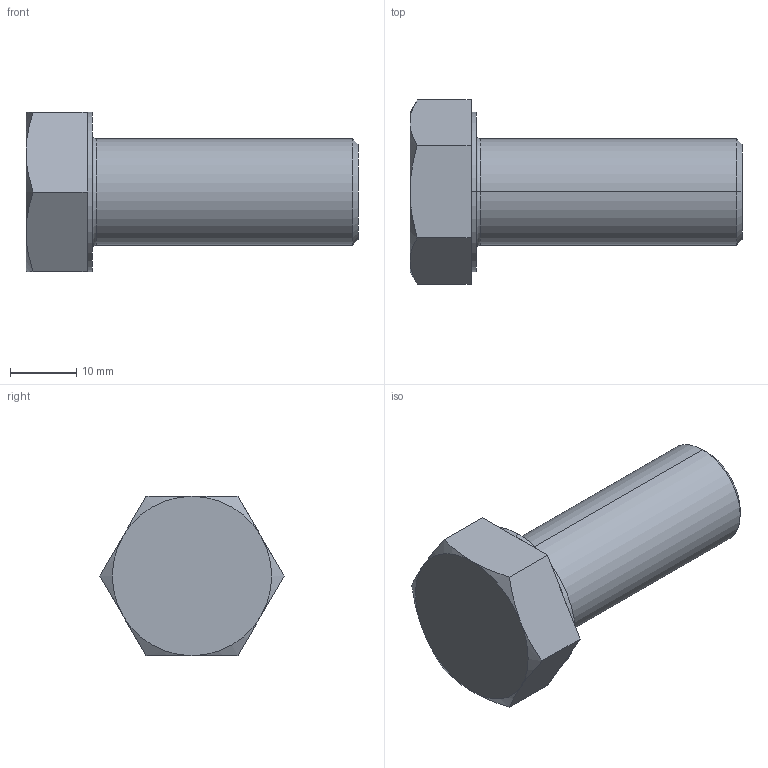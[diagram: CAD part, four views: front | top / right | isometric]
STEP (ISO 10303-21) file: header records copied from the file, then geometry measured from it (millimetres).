
FILE_DESCRIPTION(('FreeCAD Model'),'2;1');
FILE_NAME('Open CASCADE Shape Model','2025-07-24T15:31:04',('Author'),( ''),'Open CASCADE STEP processor 7.8','FreeCAD','Unknown');
FILE_SCHEMA(('AUTOMOTIVE_DESIGN { 1 0 10303 214 1 1 1 1 }'));
Length unit declared in the file: millimetre
Products named in the file (1): hex screw gradeab fine_iso_ISO 8676 - M16x1.5 x 40-N002
Bounding box: 50 x 27.71 x 24 mm (x, y, z)
Volume: 12965.9 mm3; surface area: 3772 mm2
Topology: 1 solids, 1 shells, 29 faces, 60 edges, 34 vertices
Faces by surface type: plane 15, cone 8, cylinder 4, torus 2
Entity records: 824 total; most frequent: CARTESIAN_POINT 196, DIRECTION 132, ORIENTED_EDGE 120, EDGE_CURVE 60, AXIS2_PLACEMENT_3D 54, VERTEX_POINT 34, FACE_BOUND 30, EDGE_LOOP 30
